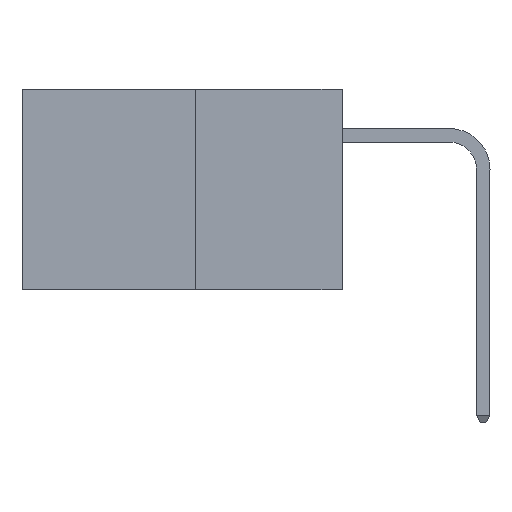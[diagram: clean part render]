
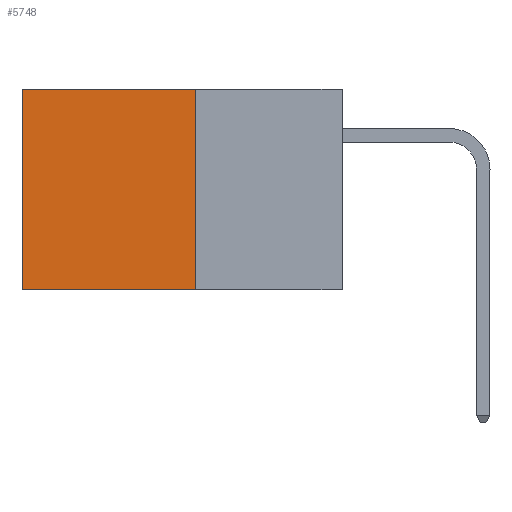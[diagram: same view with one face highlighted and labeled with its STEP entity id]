
A CAD part, left-side view. The second image highlights one B-rep face of the part: STEP entity #5748.
In plain terms, the highlighted planar face has unit normal (-1, 0, 0).
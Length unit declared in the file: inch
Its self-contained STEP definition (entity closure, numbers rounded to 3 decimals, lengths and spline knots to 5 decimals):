
#2 = VECTOR ( 'NONE', #5959, 39.37008 ) ;
#265 = DIRECTION ( 'NONE',  ( 0., 1., 0. ) ) ;
#355 = DIRECTION ( 'NONE',  ( 0., 0., -1. ) ) ;
#810 = EDGE_CURVE ( 'NONE', #7508, #23452, #20307, .T. ) ;
#881 = DIRECTION ( 'NONE',  ( 0., 0., -1. ) ) ;
#1237 = DIRECTION ( 'NONE',  ( 1., 0., 0. ) ) ;
#5170 = CARTESIAN_POINT ( 'NONE',  ( 0.277, 0.27, -0.37 ) ) ;
#5748 = ADVANCED_FACE ( 'NONE', ( #23787 ), #21546, .F. ) ;
#5959 = DIRECTION ( 'NONE',  ( 0., 1., 0. ) ) ;
#6872 = CARTESIAN_POINT ( 'NONE',  ( 0.277, 0.27, -0.37 ) ) ;
#7508 = VERTEX_POINT ( 'NONE', #6872 ) ;
#7755 = ORIENTED_EDGE ( 'NONE', *, *, #15040, .T. ) ;
#10352 = ORIENTED_EDGE ( 'NONE', *, *, #810, .F. ) ;
#10441 = EDGE_CURVE ( 'NONE', #19387, #7508, #19902, .T. ) ;
#10988 = CARTESIAN_POINT ( 'NONE',  ( 0.277, 0.27, 0. ) ) ;
#13728 = CARTESIAN_POINT ( 'NONE',  ( 0.277, 0.59, 0. ) ) ;
#14157 = LINE ( 'NONE', #22529, #23893 ) ;
#14242 = DIRECTION ( 'NONE',  ( 0., 0., -1. ) ) ;
#14484 = ORIENTED_EDGE ( 'NONE', *, *, #10441, .F. ) ;
#14666 = CARTESIAN_POINT ( 'NONE',  ( 0.277, 0.59, -0.37 ) ) ;
#15030 = VECTOR ( 'NONE', #881, 39.37008 ) ;
#15040 = EDGE_CURVE ( 'NONE', #19387, #22423, #19675, .T. ) ;
#15366 = VECTOR ( 'NONE', #265, 39.37008 ) ;
#15472 = ORIENTED_EDGE ( 'NONE', *, *, #18897, .T. ) ;
#16025 = CARTESIAN_POINT ( 'NONE',  ( 0.277, 0.27, -0.37 ) ) ;
#17393 = AXIS2_PLACEMENT_3D ( 'NONE', #16025, #1237, #14242 ) ;
#18897 = EDGE_CURVE ( 'NONE', #22423, #23452, #14157, .T. ) ;
#19366 = EDGE_LOOP ( 'NONE', ( #15472, #10352, #14484, #7755 ) ) ;
#19387 = VERTEX_POINT ( 'NONE', #10988 ) ;
#19675 = LINE ( 'NONE', #22512, #15366 ) ;
#19902 = LINE ( 'NONE', #23036, #15030 ) ;
#20307 = LINE ( 'NONE', #5170, #2 ) ;
#21546 = PLANE ( 'NONE',  #17393 ) ;
#22423 = VERTEX_POINT ( 'NONE', #13728 ) ;
#22512 = CARTESIAN_POINT ( 'NONE',  ( 0.277, 0.27, 0. ) ) ;
#22529 = CARTESIAN_POINT ( 'NONE',  ( 0.277, 0.59, -0.37 ) ) ;
#23036 = CARTESIAN_POINT ( 'NONE',  ( 0.277, 0.27, -0.37 ) ) ;
#23452 = VERTEX_POINT ( 'NONE', #14666 ) ;
#23787 = FACE_OUTER_BOUND ( 'NONE', #19366, .T. ) ;
#23893 = VECTOR ( 'NONE', #355, 39.37008 ) ;
